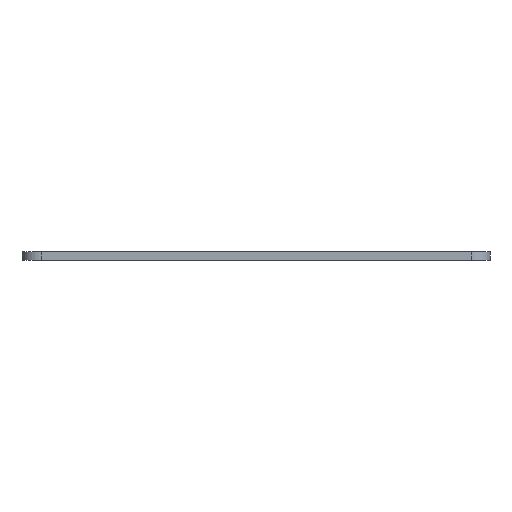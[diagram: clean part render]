
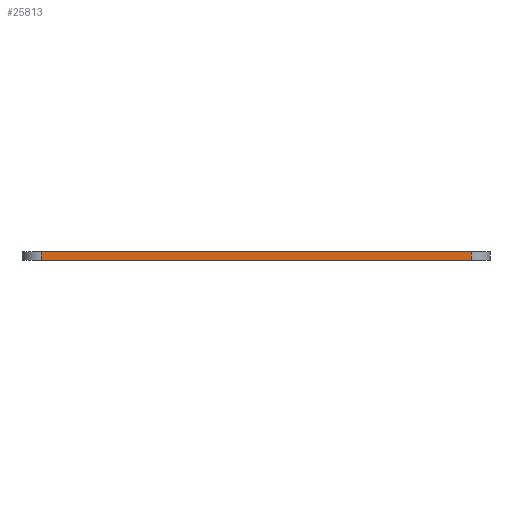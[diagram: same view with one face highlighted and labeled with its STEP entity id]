
A CAD part, left-side view. The second image highlights one B-rep face of the part: STEP entity #25813.
In plain terms, the highlighted planar face has unit normal (-1, 0, 0).
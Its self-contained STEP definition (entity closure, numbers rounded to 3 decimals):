
#55 = CYLINDRICAL_SURFACE('',#56,3.536);
#56 = AXIS2_PLACEMENT_3D('',#57,#58,#59);
#57 = CARTESIAN_POINT('',(60.603,-64.085,0.));
#58 = DIRECTION('',(-0.,-0.,-1.));
#59 = DIRECTION('',(1.,0.,-0.));
#83 = PLANE('',#84);
#84 = AXIS2_PLACEMENT_3D('',#85,#86,#87);
#85 = CARTESIAN_POINT('',(148.503,-104.998,1.6));
#86 = DIRECTION('',(-0.,-0.,-1.));
#87 = DIRECTION('',(-1.,0.,0.));
#137 = PLANE('',#138);
#138 = AXIS2_PLACEMENT_3D('',#139,#140,#141);
#139 = CARTESIAN_POINT('',(148.503,-104.998,0.));
#140 = DIRECTION('',(-0.,-0.,-1.));
#141 = DIRECTION('',(-1.,0.,0.));
#154 = VERTEX_POINT('',#155);
#155 = CARTESIAN_POINT('',(57.071,-64.25,1.6));
#181 = EDGE_CURVE('',#182,#154,#184,.T.);
#182 = VERTEX_POINT('',#183);
#183 = CARTESIAN_POINT('',(57.071,-64.25,0.));
#184 = SURFACE_CURVE('',#185,(#189,#196),.PCURVE_S1.);
#185 = LINE('',#186,#187);
#186 = CARTESIAN_POINT('',(57.071,-64.25,0.));
#187 = VECTOR('',#188,1.);
#188 = DIRECTION('',(0.,0.,1.));
#189 = PCURVE('',#55,#190);
#190 = DEFINITIONAL_REPRESENTATION('',(#191),#195);
#191 = LINE('',#192,#193);
#192 = CARTESIAN_POINT('',(-3.188,0.));
#193 = VECTOR('',#194,1.);
#194 = DIRECTION('',(-0.,-1.));
#195 = ( GEOMETRIC_REPRESENTATION_CONTEXT(2) 
PARAMETRIC_REPRESENTATION_CONTEXT() REPRESENTATION_CONTEXT('2D SPACE',''
  ) );
#196 = PCURVE('',#197,#202);
#197 = PLANE('',#198);
#198 = AXIS2_PLACEMENT_3D('',#199,#200,#201);
#199 = CARTESIAN_POINT('',(57.07,-145.862,0.));
#200 = DIRECTION('',(-1.,0.,0.));
#201 = DIRECTION('',(0.,1.,0.));
#202 = DEFINITIONAL_REPRESENTATION('',(#203),#207);
#203 = LINE('',#204,#205);
#204 = CARTESIAN_POINT('',(81.611,0.));
#205 = VECTOR('',#206,1.);
#206 = DIRECTION('',(0.,-1.));
#207 = ( GEOMETRIC_REPRESENTATION_CONTEXT(2) 
PARAMETRIC_REPRESENTATION_CONTEXT() REPRESENTATION_CONTEXT('2D SPACE',''
  ) );
#411 = VERTEX_POINT('',#412);
#412 = CARTESIAN_POINT('',(57.07,-145.862,0.));
#431 = CYLINDRICAL_SURFACE('',#432,3.593);
#432 = AXIS2_PLACEMENT_3D('',#433,#434,#435);
#433 = CARTESIAN_POINT('',(60.663,-145.861,0.));
#434 = DIRECTION('',(-0.,-0.,-1.));
#435 = DIRECTION('',(1.,0.,-0.));
#443 = EDGE_CURVE('',#411,#182,#444,.T.);
#444 = SURFACE_CURVE('',#445,(#449,#456),.PCURVE_S1.);
#445 = LINE('',#446,#447);
#446 = CARTESIAN_POINT('',(57.07,-145.862,0.));
#447 = VECTOR('',#448,1.);
#448 = DIRECTION('',(0.,1.,0.));
#449 = PCURVE('',#137,#450);
#450 = DEFINITIONAL_REPRESENTATION('',(#451),#455);
#451 = LINE('',#452,#453);
#452 = CARTESIAN_POINT('',(91.433,-40.863));
#453 = VECTOR('',#454,1.);
#454 = DIRECTION('',(0.,1.));
#455 = ( GEOMETRIC_REPRESENTATION_CONTEXT(2) 
PARAMETRIC_REPRESENTATION_CONTEXT() REPRESENTATION_CONTEXT('2D SPACE',''
  ) );
#456 = PCURVE('',#197,#457);
#457 = DEFINITIONAL_REPRESENTATION('',(#458),#462);
#458 = LINE('',#459,#460);
#459 = CARTESIAN_POINT('',(0.,0.));
#460 = VECTOR('',#461,1.);
#461 = DIRECTION('',(1.,0.));
#462 = ( GEOMETRIC_REPRESENTATION_CONTEXT(2) 
PARAMETRIC_REPRESENTATION_CONTEXT() REPRESENTATION_CONTEXT('2D SPACE',''
  ) );
#14125 = VERTEX_POINT('',#14126);
#14126 = CARTESIAN_POINT('',(57.07,-145.862,1.6));
#14152 = EDGE_CURVE('',#14125,#154,#14153,.T.);
#14153 = SURFACE_CURVE('',#14154,(#14158,#14165),.PCURVE_S1.);
#14154 = LINE('',#14155,#14156);
#14155 = CARTESIAN_POINT('',(57.07,-145.862,1.6));
#14156 = VECTOR('',#14157,1.);
#14157 = DIRECTION('',(0.,1.,0.));
#14158 = PCURVE('',#83,#14159);
#14159 = DEFINITIONAL_REPRESENTATION('',(#14160),#14164);
#14160 = LINE('',#14161,#14162);
#14161 = CARTESIAN_POINT('',(91.433,-40.863));
#14162 = VECTOR('',#14163,1.);
#14163 = DIRECTION('',(0.,1.));
#14164 = ( GEOMETRIC_REPRESENTATION_CONTEXT(2) 
PARAMETRIC_REPRESENTATION_CONTEXT() REPRESENTATION_CONTEXT('2D SPACE',''
  ) );
#14165 = PCURVE('',#197,#14166);
#14166 = DEFINITIONAL_REPRESENTATION('',(#14167),#14171);
#14167 = LINE('',#14168,#14169);
#14168 = CARTESIAN_POINT('',(0.,-1.6));
#14169 = VECTOR('',#14170,1.);
#14170 = DIRECTION('',(1.,0.));
#14171 = ( GEOMETRIC_REPRESENTATION_CONTEXT(2) 
PARAMETRIC_REPRESENTATION_CONTEXT() REPRESENTATION_CONTEXT('2D SPACE',''
  ) );
#25813 = ADVANCED_FACE('',(#25814),#197,.T.);
#25814 = FACE_BOUND('',#25815,.T.);
#25815 = EDGE_LOOP('',(#25816,#25837,#25838,#25839));
#25816 = ORIENTED_EDGE('',*,*,#25817,.T.);
#25817 = EDGE_CURVE('',#411,#14125,#25818,.T.);
#25818 = SURFACE_CURVE('',#25819,(#25823,#25830),.PCURVE_S1.);
#25819 = LINE('',#25820,#25821);
#25820 = CARTESIAN_POINT('',(57.07,-145.862,0.));
#25821 = VECTOR('',#25822,1.);
#25822 = DIRECTION('',(0.,0.,1.));
#25823 = PCURVE('',#197,#25824);
#25824 = DEFINITIONAL_REPRESENTATION('',(#25825),#25829);
#25825 = LINE('',#25826,#25827);
#25826 = CARTESIAN_POINT('',(0.,0.));
#25827 = VECTOR('',#25828,1.);
#25828 = DIRECTION('',(0.,-1.));
#25829 = ( GEOMETRIC_REPRESENTATION_CONTEXT(2) 
PARAMETRIC_REPRESENTATION_CONTEXT() REPRESENTATION_CONTEXT('2D SPACE',''
  ) );
#25830 = PCURVE('',#431,#25831);
#25831 = DEFINITIONAL_REPRESENTATION('',(#25832),#25836);
#25832 = LINE('',#25833,#25834);
#25833 = CARTESIAN_POINT('',(-3.142,0.));
#25834 = VECTOR('',#25835,1.);
#25835 = DIRECTION('',(-0.,-1.));
#25836 = ( GEOMETRIC_REPRESENTATION_CONTEXT(2) 
PARAMETRIC_REPRESENTATION_CONTEXT() REPRESENTATION_CONTEXT('2D SPACE',''
  ) );
#25837 = ORIENTED_EDGE('',*,*,#14152,.T.);
#25838 = ORIENTED_EDGE('',*,*,#181,.F.);
#25839 = ORIENTED_EDGE('',*,*,#443,.F.);
